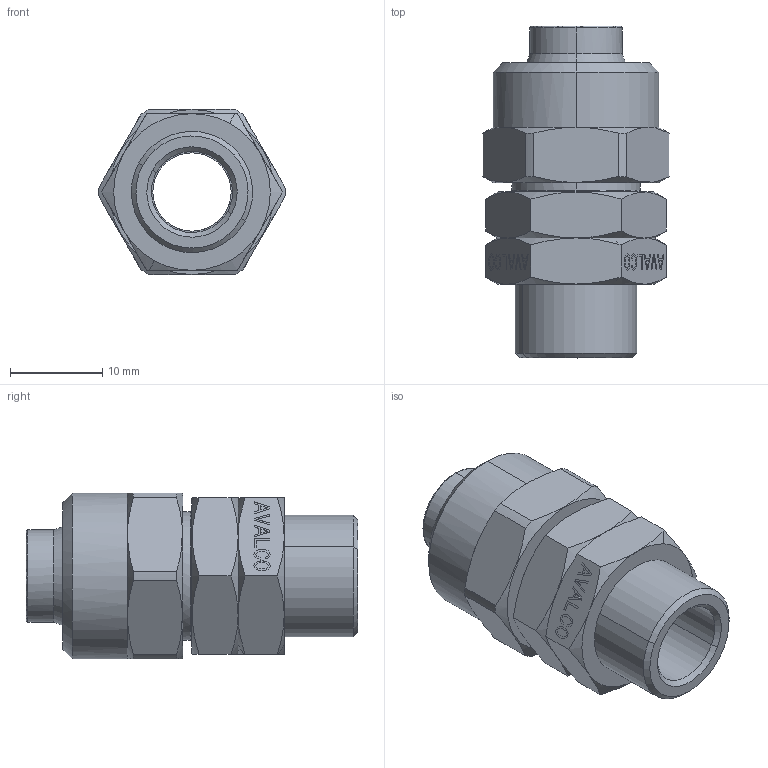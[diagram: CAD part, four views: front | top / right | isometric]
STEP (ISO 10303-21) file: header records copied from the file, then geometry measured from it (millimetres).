
FILE_DESCRIPTION(('CATIA V5 STEP Exchange'),'2;1');
FILE_NAME('BN517-12G14.stp','2019-01-10T11:47:38+00:00',('none'),('none'),'CATIA Version 5 Release 21 GA (IN-10)','CATIA V5 STEP AP203','none');
FILE_SCHEMA(('CONFIG_CONTROL_DESIGN'));
Length unit declared in the file: millimetre
Products named in the file (1): BN517-12G14
Bounding box: 20.2 x 36 x 18 mm (x, y, z)
Volume: 5293.8 mm3; surface area: 3539.8 mm2
Topology: 1 solids, 1 shells, 432 faces, 1157 edges, 760 vertices
Faces by surface type: plane 360, cone 44, cylinder 24, torus 4
Entity records: 13374 total; most frequent: CARTESIAN_POINT 3051, ORIENTED_EDGE 2314, DIRECTION 1760, EDGE_CURVE 1157, VECTOR 991, LINE 991, VERTEX_POINT 760, EDGE_LOOP 467
